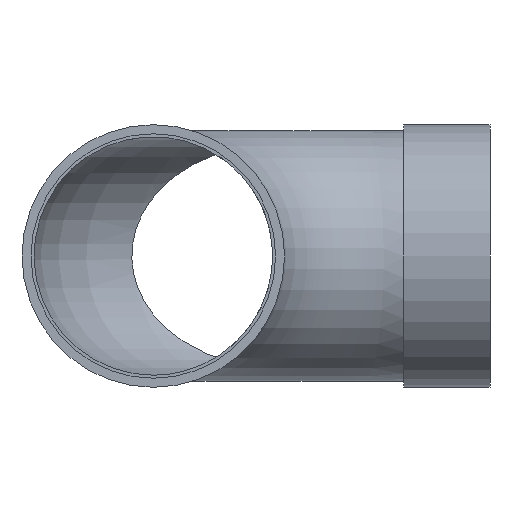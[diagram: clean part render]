
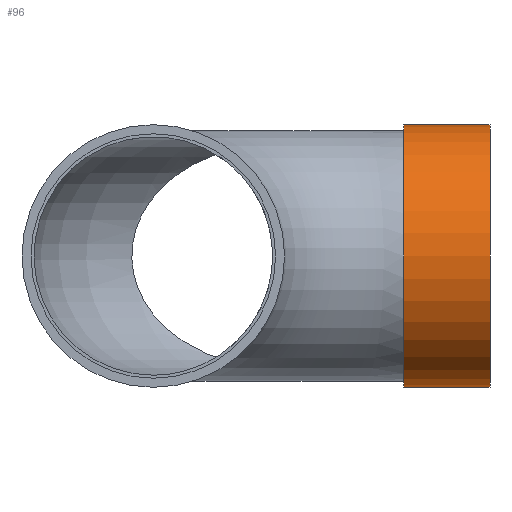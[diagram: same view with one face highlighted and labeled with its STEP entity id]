
A CAD part, left-side view. The second image highlights one B-rep face of the part: STEP entity #96.
In plain terms, the highlighted cylindrical face has radius 65.5 mm (diameter 131 mm), a full revolution.
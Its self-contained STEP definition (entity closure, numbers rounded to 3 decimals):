
#96 = ADVANCED_FACE( '', ( #199, #200 ), #201, .T. );
#199 = FACE_OUTER_BOUND( '', #305, .T. );
#200 = FACE_OUTER_BOUND( '', #306, .T. );
#201 = CYLINDRICAL_SURFACE( '', #307, 65.5 );
#305 = EDGE_LOOP( '', ( #431 ) );
#306 = EDGE_LOOP( '', ( #432 ) );
#307 = AXIS2_PLACEMENT_3D( '', #433, #434, #435 );
#431 = ORIENTED_EDGE( '', *, *, #532, .T. );
#432 = ORIENTED_EDGE( '', *, *, #504, .F. );
#433 = CARTESIAN_POINT( '', ( 0., 0., 0. ) );
#434 = DIRECTION( '', ( 0., 1., 0. ) );
#435 = DIRECTION( '', ( 0., 0., -1. ) );
#504 = EDGE_CURVE( '', #560, #560, #561, .T. );
#532 = EDGE_CURVE( '', #603, #603, #604, .T. );
#560 = VERTEX_POINT( '', #1001 );
#561 = CIRCLE( '', #1002, 65.5 );
#603 = VERTEX_POINT( '', #1274 );
#604 = CIRCLE( '', #1275, 65.5 );
#1001 = CARTESIAN_POINT( '', ( 0., 0., -65.5 ) );
#1002 = AXIS2_PLACEMENT_3D( '', #1431, #1432, #1433 );
#1274 = CARTESIAN_POINT( '', ( 0., 43., -65.5 ) );
#1275 = AXIS2_PLACEMENT_3D( '', #1476, #1477, #1478 );
#1431 = CARTESIAN_POINT( '', ( 0., 0., 0. ) );
#1432 = DIRECTION( '', ( 0., -1., 0. ) );
#1433 = DIRECTION( '', ( 0., 0., -1. ) );
#1476 = CARTESIAN_POINT( '', ( 0., 43., 0. ) );
#1477 = DIRECTION( '', ( 0., -1., 0. ) );
#1478 = DIRECTION( '', ( 0., 0., -1. ) );
